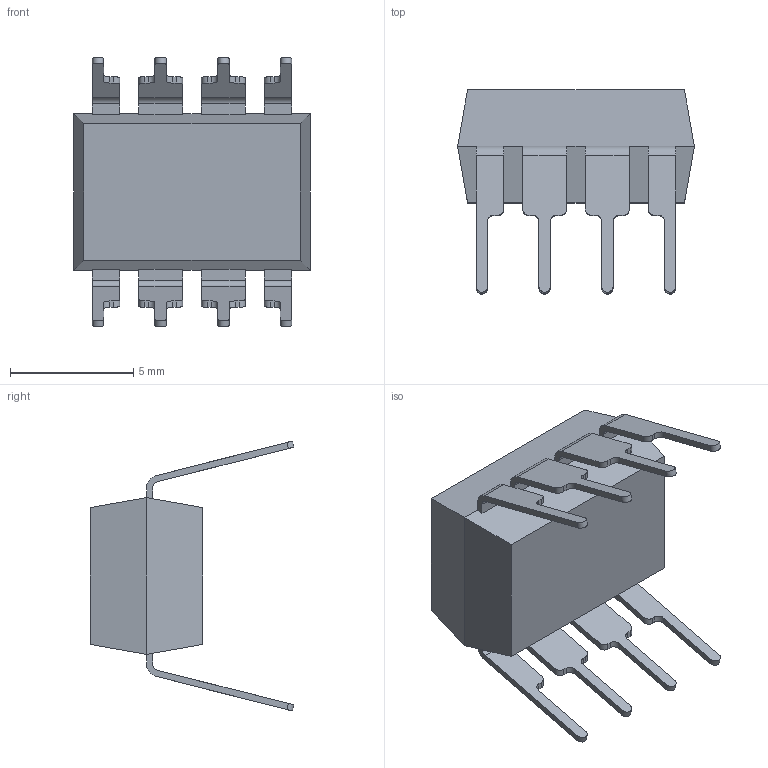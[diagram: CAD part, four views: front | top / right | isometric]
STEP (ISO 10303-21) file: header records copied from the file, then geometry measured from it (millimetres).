
FILE_DESCRIPTION (( 'STEP AP214' ), '1' );
FILE_NAME ('NE555P.STEP', '2019-07-28T10:42:09', ( '' ), ( '' ), 'SwSTEP 2.0', 'SolidWorks 2017', '' );
FILE_SCHEMA (( 'AUTOMOTIVE_DESIGN' ));
Length unit declared in the file: inch
Products named in the file (1): NE555P
Bounding box: 9.59 x 8.26 x 10.92 mm (x, y, z)
Volume: 262.8 mm3; surface area: 371.7 mm2
Topology: 9 solids, 9 shells, 141 faces, 362 edges, 240 vertices
Faces by surface type: plane 91, cylinder 50
Entity records: 4364 total; most frequent: CARTESIAN_POINT 888, ORIENTED_EDGE 724, DIRECTION 650, EDGE_CURVE 362, VECTOR 262, LINE 262, VERTEX_POINT 240, AXIS2_PLACEMENT_3D 194
